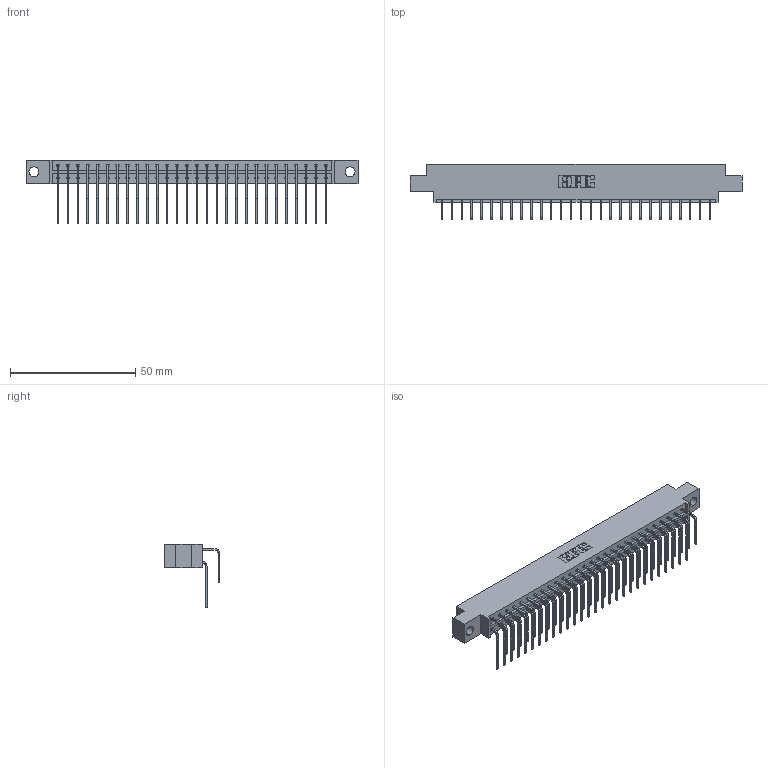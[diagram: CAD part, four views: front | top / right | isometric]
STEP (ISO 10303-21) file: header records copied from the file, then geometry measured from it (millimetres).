
FILE_DESCRIPTION (( 'STEP AP203' ), '1' );
FILE_NAME ('333-056-558-804.STEP', '2018-08-04T05:20:00', ( '' ), ( '' ), 'SwSTEP 2.0', 'SolidWorks 2016', '' );
FILE_SCHEMA (( 'CONFIG_CONTROL_DESIGN' ));
Length unit declared in the file: inch
Products named in the file (4): 345-292-001_558 Tail - 2; 333-056-558-804; 333 Part_Offset - .156 Dia - TH; 345-292-001_558 559 Tail - 1
Assembly tree (57 placements, depth 2):
  333-056-558-804
    333 Part_Offset - .156 Dia - TH
    345-292-001_558 559 Tail - 1  x28
    345-292-001_558 Tail - 2  x28
Bounding box: 132.49 x 22.17 x 25.53 mm (x, y, z)
Volume: 13402.6 mm3; surface area: 17324.1 mm2
Topology: 57 solids, 57 shells, 3142 faces, 9339 edges, 6150 vertices
Faces by surface type: plane 2202, cylinder 940
Entity records: 21743 total; most frequent: CARTESIAN_POINT 3673, ORIENTED_EDGE 3558, DIRECTION 3143, EDGE_CURVE 1779, LINE 1611, VECTOR 1611, VERTEX_POINT 1182, AXIS2_PLACEMENT_3D 766
